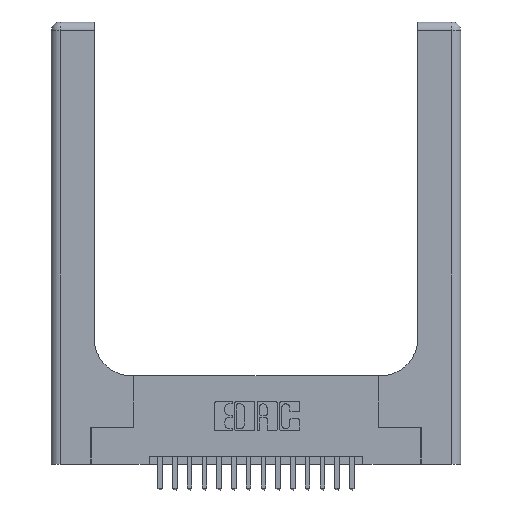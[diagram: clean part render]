
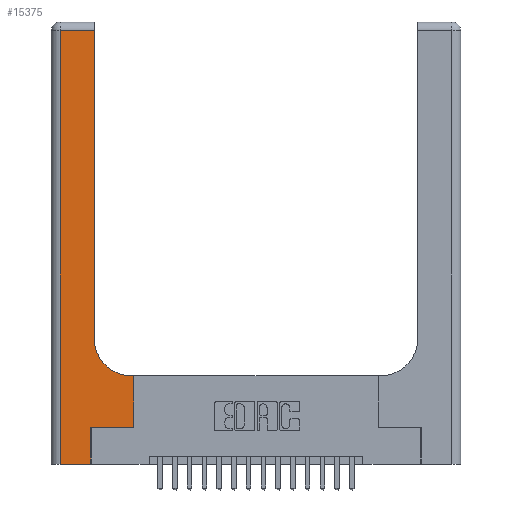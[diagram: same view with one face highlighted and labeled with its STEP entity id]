
A CAD part, top view. The second image highlights one B-rep face of the part: STEP entity #15375.
In plain terms, the highlighted planar face has unit normal (0, 0, 1).
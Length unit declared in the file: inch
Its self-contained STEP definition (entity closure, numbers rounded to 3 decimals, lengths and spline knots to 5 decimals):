
#152 = DIRECTION ( 'NONE',  ( 0., 1., 0. ) ) ;
#775 = EDGE_CURVE ( 'NONE', #8269, #14161, #8380, .T. ) ;
#836 = CARTESIAN_POINT ( 'NONE',  ( 0.269, 0.25, 0.37 ) ) ;
#2150 = ORIENTED_EDGE ( 'NONE', *, *, #9687, .T. ) ;
#2165 = VERTEX_POINT ( 'NONE', #15424 ) ;
#2204 = CARTESIAN_POINT ( 'NONE',  ( 0.2915, 2.94, 0.37 ) ) ;
#3230 = LINE ( 'NONE', #11790, #7009 ) ;
#3326 = LINE ( 'NONE', #836, #12607 ) ;
#3509 = DIRECTION ( 'NONE',  ( 0., 0., -1. ) ) ;
#3987 = PLANE ( 'NONE',  #6598 ) ;
#4375 = ORIENTED_EDGE ( 'NONE', *, *, #18644, .T. ) ;
#4483 = LINE ( 'NONE', #13385, #11804 ) ;
#4678 = VECTOR ( 'NONE', #6256, 39.37008 ) ;
#4908 = VECTOR ( 'NONE', #8041, 39.37008 ) ;
#5238 = EDGE_CURVE ( 'NONE', #12496, #10901, #4483, .T. ) ;
#5479 = FACE_OUTER_BOUND ( 'NONE', #19490, .T. ) ;
#5622 = ORIENTED_EDGE ( 'NONE', *, *, #10984, .T. ) ;
#5624 = CARTESIAN_POINT ( 'NONE',  ( 0., 3., 0.37 ) ) ;
#6035 = CARTESIAN_POINT ( 'NONE',  ( 0.06, 2.94, 0.37 ) ) ;
#6256 = DIRECTION ( 'NONE',  ( -1., 0., 0. ) ) ;
#6429 = VECTOR ( 'NONE', #14724, 39.37008 ) ;
#6598 = AXIS2_PLACEMENT_3D ( 'NONE', #5624, #7234, #17807 ) ;
#6890 = AXIS2_PLACEMENT_3D ( 'NONE', #12841, #3509, #14324 ) ;
#7009 = VECTOR ( 'NONE', #13301, 39.37008 ) ;
#7234 = DIRECTION ( 'NONE',  ( 0., 0., -1. ) ) ;
#8041 = DIRECTION ( 'NONE',  ( 1., 0., 0. ) ) ;
#8256 = CARTESIAN_POINT ( 'NONE',  ( 0.5585, 0.6, 0.37 ) ) ;
#8269 = VERTEX_POINT ( 'NONE', #8411 ) ;
#8380 = LINE ( 'NONE', #14894, #6429 ) ;
#8411 = CARTESIAN_POINT ( 'NONE',  ( 0.269, 0., 0.37 ) ) ;
#8823 = ORIENTED_EDGE ( 'NONE', *, *, #14355, .T. ) ;
#9687 = EDGE_CURVE ( 'NONE', #19612, #8269, #13132, .T. ) ;
#10014 = ORIENTED_EDGE ( 'NONE', *, *, #775, .T. ) ;
#10833 = VERTEX_POINT ( 'NONE', #15266 ) ;
#10901 = VERTEX_POINT ( 'NONE', #15525 ) ;
#10984 = EDGE_CURVE ( 'NONE', #10833, #15271, #15897, .T. ) ;
#11220 = EDGE_CURVE ( 'NONE', #14161, #2165, #3326, .T. ) ;
#11349 = VECTOR ( 'NONE', #16553, 39.37008 ) ;
#11790 = CARTESIAN_POINT ( 'NONE',  ( 0.5585, 0.25, 0.37 ) ) ;
#11801 = VERTEX_POINT ( 'NONE', #6035 ) ;
#11804 = VECTOR ( 'NONE', #19399, 39.37008 ) ;
#11846 = DIRECTION ( 'NONE',  ( 1., 0., 0. ) ) ;
#12496 = VERTEX_POINT ( 'NONE', #8256 ) ;
#12607 = VECTOR ( 'NONE', #11846, 39.37008 ) ;
#12841 = CARTESIAN_POINT ( 'NONE',  ( 0.5415, 0.85, 0.37 ) ) ;
#13132 = LINE ( 'NONE', #15726, #4908 ) ;
#13301 = DIRECTION ( 'NONE',  ( 0., 1., 0. ) ) ;
#13385 = CARTESIAN_POINT ( 'NONE',  ( 0.2915, 0.6, 0.37 ) ) ;
#14161 = VERTEX_POINT ( 'NONE', #15666 ) ;
#14324 = DIRECTION ( 'NONE',  ( 1., 0., 0. ) ) ;
#14355 = EDGE_CURVE ( 'NONE', #2165, #12496, #3230, .T. ) ;
#14478 = ORIENTED_EDGE ( 'NONE', *, *, #11220, .T. ) ;
#14724 = DIRECTION ( 'NONE',  ( 0., 1., 0. ) ) ;
#14894 = CARTESIAN_POINT ( 'NONE',  ( 0.269, 0., 0.37 ) ) ;
#15201 = ORIENTED_EDGE ( 'NONE', *, *, #5238, .T. ) ;
#15266 = CARTESIAN_POINT ( 'NONE',  ( 0.2915, 0.85, 0.37 ) ) ;
#15271 = VERTEX_POINT ( 'NONE', #2204 ) ;
#15331 = LINE ( 'NONE', #17908, #11349 ) ;
#15356 = CARTESIAN_POINT ( 'NONE',  ( 0., 2.94, 0.37 ) ) ;
#15375 = ADVANCED_FACE ( 'NONE', ( #5479 ), #3987, .F. ) ;
#15424 = CARTESIAN_POINT ( 'NONE',  ( 0.5585, 0.25, 0.37 ) ) ;
#15525 = CARTESIAN_POINT ( 'NONE',  ( 0.5415, 0.6, 0.37 ) ) ;
#15629 = EDGE_CURVE ( 'NONE', #15271, #11801, #16452, .T. ) ;
#15666 = CARTESIAN_POINT ( 'NONE',  ( 0.269, 0.25, 0.37 ) ) ;
#15726 = CARTESIAN_POINT ( 'NONE',  ( 0., 0., 0.37 ) ) ;
#15734 = CARTESIAN_POINT ( 'NONE',  ( 0.2915, 3., 0.37 ) ) ;
#15897 = LINE ( 'NONE', #15734, #19872 ) ;
#16334 = CIRCLE ( 'NONE', #6890, 0.25 ) ;
#16452 = LINE ( 'NONE', #15356, #4678 ) ;
#16553 = DIRECTION ( 'NONE',  ( 0., -1., 0. ) ) ;
#17769 = ORIENTED_EDGE ( 'NONE', *, *, #15629, .T. ) ;
#17807 = DIRECTION ( 'NONE',  ( -1., 0., 0. ) ) ;
#17908 = CARTESIAN_POINT ( 'NONE',  ( 0.06, 3., 0.37 ) ) ;
#18644 = EDGE_CURVE ( 'NONE', #10901, #10833, #16334, .T. ) ;
#19399 = DIRECTION ( 'NONE',  ( -1., 0., 0. ) ) ;
#19406 = CARTESIAN_POINT ( 'NONE',  ( 0.06, 0., 0.37 ) ) ;
#19490 = EDGE_LOOP ( 'NONE', ( #5622, #17769, #19646, #2150, #10014, #14478, #8823, #15201, #4375 ) ) ;
#19612 = VERTEX_POINT ( 'NONE', #19406 ) ;
#19646 = ORIENTED_EDGE ( 'NONE', *, *, #19652, .T. ) ;
#19652 = EDGE_CURVE ( 'NONE', #11801, #19612, #15331, .T. ) ;
#19872 = VECTOR ( 'NONE', #152, 39.37008 ) ;
